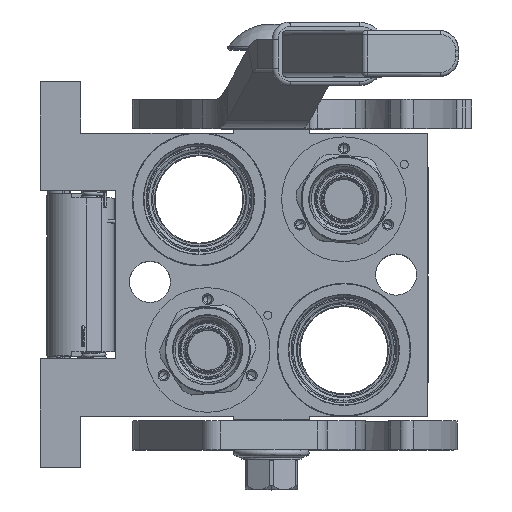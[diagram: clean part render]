
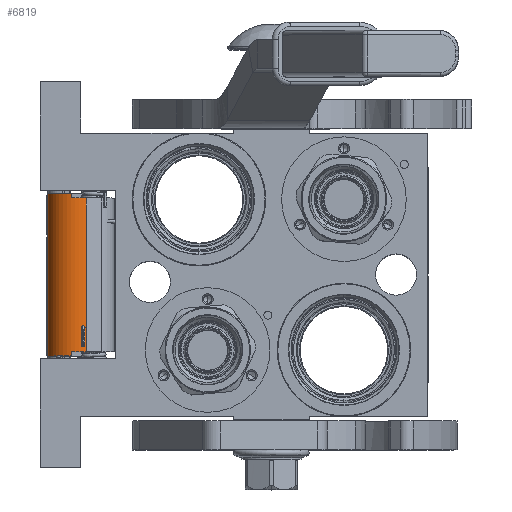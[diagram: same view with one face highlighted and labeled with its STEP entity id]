
A CAD part, top view. The second image highlights one B-rep face of the part: STEP entity #6819.
In plain terms, the highlighted cylindrical face has radius 9.5 mm (diameter 19 mm), a partial arc.
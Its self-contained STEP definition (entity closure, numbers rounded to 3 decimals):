
#988 = AXIS2_PLACEMENT_3D ( 'NONE', #33635, #11824, #22742 ) ;
#2506 = CIRCLE ( 'NONE', #91906, 9.5 ) ;
#4016 = DIRECTION ( 'NONE',  ( 1., 0., 0. ) ) ;
#4375 = DIRECTION ( 'NONE',  ( -1., 0., 0. ) ) ;
#4508 = EDGE_CURVE ( 'NONE', #33647, #109739, #121079, .T. ) ;
#6779 = CARTESIAN_POINT ( 'NONE',  ( -26.5, -5.47, -67.22 ) ) ;
#6819 = ADVANCED_FACE ( 'NONE', ( #21160 ), #94273, .T. ) ;
#7405 = DIRECTION ( 'NONE',  ( 1., 0., 0. ) ) ;
#10261 = EDGE_CURVE ( 'NONE', #67573, #105386, #54466, .T. ) ;
#11824 = DIRECTION ( 'NONE',  ( 1., 0., 0. ) ) ;
#14424 = DIRECTION ( 'NONE',  ( 0., 0.158, -0.987 ) ) ;
#17860 = CARTESIAN_POINT ( 'NONE',  ( -28., -1.7, -58.5 ) ) ;
#19816 = DIRECTION ( 'NONE',  ( 1., 0., 0. ) ) ;
#21160 = FACE_OUTER_BOUND ( 'NONE', #29031, .T. ) ;
#22742 = DIRECTION ( 'NONE',  ( 0., -0.397, -0.918 ) ) ;
#23144 = DIRECTION ( 'NONE',  ( 1., 0., 0. ) ) ;
#26816 = VECTOR ( 'NONE', #23144, 1000. ) ;
#28428 = CARTESIAN_POINT ( 'NONE',  ( -28., -0.2, -67.881 ) ) ;
#29031 = EDGE_LOOP ( 'NONE', ( #94161, #90247, #80360, #61016, #56121, #75082, #77150, #66008 ) ) ;
#29723 = DIRECTION ( 'NONE',  ( 0., -0.397, -0.918 ) ) ;
#32026 = LINE ( 'NONE', #28428, #132910 ) ;
#33635 = CARTESIAN_POINT ( 'NONE',  ( -26.5, -1.7, -58.5 ) ) ;
#33647 = VERTEX_POINT ( 'NONE', #67653 ) ;
#34029 = EDGE_CURVE ( 'NONE', #109739, #105386, #2506, .T. ) ;
#34426 = CARTESIAN_POINT ( 'NONE',  ( 28., -1.7, -58.5 ) ) ;
#39567 = VERTEX_POINT ( 'NONE', #88441 ) ;
#40011 = AXIS2_PLACEMENT_3D ( 'NONE', #71933, #102870, #29723 ) ;
#46345 = VECTOR ( 'NONE', #62905, 1000. ) ;
#49862 = DIRECTION ( 'NONE',  ( 1., 0., 0. ) ) ;
#50585 = CARTESIAN_POINT ( 'NONE',  ( -26.5, -0.2, -67.881 ) ) ;
#50598 = VECTOR ( 'NONE', #49862, 1000. ) ;
#54466 = LINE ( 'NONE', #84915, #26816 ) ;
#56121 = ORIENTED_EDGE ( 'NONE', *, *, #10261, .T. ) ;
#56293 = VERTEX_POINT ( 'NONE', #64002 ) ;
#60015 = EDGE_CURVE ( 'NONE', #56293, #67573, #68726, .T. ) ;
#61016 = ORIENTED_EDGE ( 'NONE', *, *, #60015, .T. ) ;
#62905 = DIRECTION ( 'NONE',  ( 1., 0., 0. ) ) ;
#64002 = CARTESIAN_POINT ( 'NONE',  ( -28., -0.2, -67.881 ) ) ;
#66008 = ORIENTED_EDGE ( 'NONE', *, *, #71692, .F. ) ;
#67573 = VERTEX_POINT ( 'NONE', #92381 ) ;
#67653 = CARTESIAN_POINT ( 'NONE',  ( 26.5, -0.2, -67.881 ) ) ;
#68726 = CIRCLE ( 'NONE', #91123, 9.5 ) ;
#69969 = VERTEX_POINT ( 'NONE', #129209 ) ;
#71473 = AXIS2_PLACEMENT_3D ( 'NONE', #85671, #4375, #128025 ) ;
#71692 = EDGE_CURVE ( 'NONE', #69969, #33647, #99432, .T. ) ;
#71933 = CARTESIAN_POINT ( 'NONE',  ( 26.5, -1.7, -58.5 ) ) ;
#75082 = ORIENTED_EDGE ( 'NONE', *, *, #34029, .F. ) ;
#77150 = ORIENTED_EDGE ( 'NONE', *, *, #4508, .F. ) ;
#80360 = ORIENTED_EDGE ( 'NONE', *, *, #98075, .F. ) ;
#84915 = CARTESIAN_POINT ( 'NONE',  ( -28., 7.8, -58.5 ) ) ;
#84916 = CIRCLE ( 'NONE', #988, 9.5 ) ;
#85671 = CARTESIAN_POINT ( 'NONE',  ( -28., -1.7, -58.5 ) ) ;
#88341 = EDGE_CURVE ( 'NONE', #39567, #69969, #92795, .T. ) ;
#88441 = CARTESIAN_POINT ( 'NONE',  ( -26.5, -5.47, -67.22 ) ) ;
#90247 = ORIENTED_EDGE ( 'NONE', *, *, #123210, .T. ) ;
#90493 = DIRECTION ( 'NONE',  ( 0., 0.158, -0.987 ) ) ;
#91123 = AXIS2_PLACEMENT_3D ( 'NONE', #17860, #7405, #90493 ) ;
#91906 = AXIS2_PLACEMENT_3D ( 'NONE', #34426, #4016, #14424 ) ;
#92381 = CARTESIAN_POINT ( 'NONE',  ( -28., 7.8, -58.5 ) ) ;
#92795 = LINE ( 'NONE', #6779, #50598 ) ;
#93844 = CARTESIAN_POINT ( 'NONE',  ( 26.5, -0.2, -67.881 ) ) ;
#94161 = ORIENTED_EDGE ( 'NONE', *, *, #88341, .F. ) ;
#94273 = CYLINDRICAL_SURFACE ( 'NONE', #71473, 9.5 ) ;
#94693 = CARTESIAN_POINT ( 'NONE',  ( 28., -0.2, -67.881 ) ) ;
#98075 = EDGE_CURVE ( 'NONE', #56293, #101869, #32026, .T. ) ;
#99432 = CIRCLE ( 'NONE', #40011, 9.5 ) ;
#101869 = VERTEX_POINT ( 'NONE', #50585 ) ;
#102870 = DIRECTION ( 'NONE',  ( 1., 0., 0. ) ) ;
#105386 = VERTEX_POINT ( 'NONE', #124154 ) ;
#109739 = VERTEX_POINT ( 'NONE', #94693 ) ;
#121079 = LINE ( 'NONE', #93844, #46345 ) ;
#123210 = EDGE_CURVE ( 'NONE', #39567, #101869, #84916, .T. ) ;
#124154 = CARTESIAN_POINT ( 'NONE',  ( 28., 7.8, -58.5 ) ) ;
#128025 = DIRECTION ( 'NONE',  ( 0., -1., 0. ) ) ;
#129209 = CARTESIAN_POINT ( 'NONE',  ( 26.5, -5.47, -67.22 ) ) ;
#132910 = VECTOR ( 'NONE', #19816, 1000. ) ;
